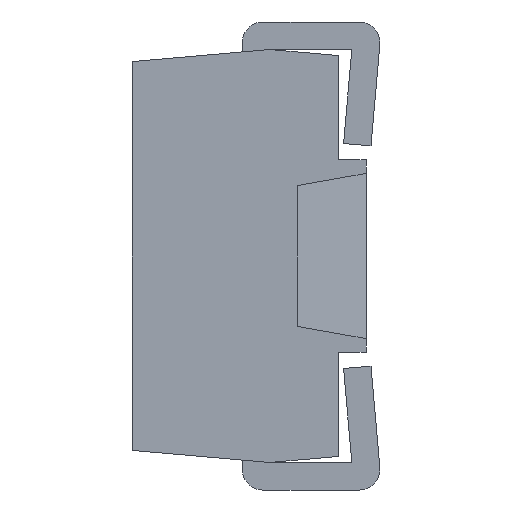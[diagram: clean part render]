
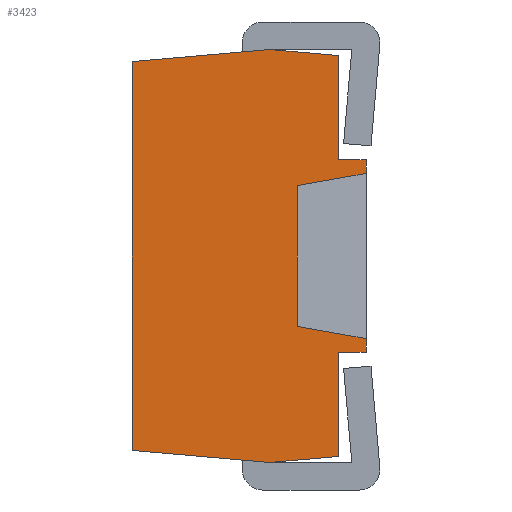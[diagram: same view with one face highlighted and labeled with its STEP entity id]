
A CAD part, left-side view. The second image highlights one B-rep face of the part: STEP entity #3423.
In plain terms, the highlighted planar face has unit normal (-1, 0, 0).
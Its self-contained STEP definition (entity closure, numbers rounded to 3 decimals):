
#24 = ORIENTED_EDGE ( 'NONE', *, *, #2584, .T. ) ;
#77 = CARTESIAN_POINT ( 'NONE',  ( -0.25, 0.536, 0. ) ) ;
#245 = ORIENTED_EDGE ( 'NONE', *, *, #2162, .T. ) ;
#275 = ORIENTED_EDGE ( 'NONE', *, *, #5055, .F. ) ;
#306 = CARTESIAN_POINT ( 'NONE',  ( -0.25, 0.236, 2.256 ) ) ;
#432 = VECTOR ( 'NONE', #5343, 1000. ) ;
#467 = VECTOR ( 'NONE', #1752, 1000. ) ;
#530 = VERTEX_POINT ( 'NONE', #306 ) ;
#539 = LINE ( 'NONE', #3435, #5196 ) ;
#569 = FACE_OUTER_BOUND ( 'NONE', #2369, .T. ) ;
#610 = VERTEX_POINT ( 'NONE', #2625 ) ;
#635 = CARTESIAN_POINT ( 'NONE',  ( -0.25, 0.036, 0.2 ) ) ;
#667 = LINE ( 'NONE', #3888, #3073 ) ;
#702 = LINE ( 'NONE', #1096, #2970 ) ;
#756 = VERTEX_POINT ( 'NONE', #1841 ) ;
#801 = VERTEX_POINT ( 'NONE', #1438 ) ;
#845 = LINE ( 'NONE', #77, #1682 ) ;
#1014 = CARTESIAN_POINT ( 'NONE',  ( -0.25, 0.036, 1.4 ) ) ;
#1033 = VERTEX_POINT ( 'NONE', #4041 ) ;
#1088 = DIRECTION ( 'NONE',  ( 1., 0., 0. ) ) ;
#1096 = CARTESIAN_POINT ( 'NONE',  ( -0.25, 0.236, -0.656 ) ) ;
#1113 = LINE ( 'NONE', #2610, #4565 ) ;
#1174 = VERTEX_POINT ( 'NONE', #1014 ) ;
#1266 = DIRECTION ( 'NONE',  ( 0., 0.996, 0.087 ) ) ;
#1438 = CARTESIAN_POINT ( 'NONE',  ( -0.25, 0.036, 0.1 ) ) ;
#1445 = CARTESIAN_POINT ( 'NONE',  ( -0.25, 0.736, -0.7 ) ) ;
#1449 = ORIENTED_EDGE ( 'NONE', *, *, #5761, .F. ) ;
#1614 = LINE ( 'NONE', #3509, #432 ) ;
#1682 = VECTOR ( 'NONE', #4115, 1000. ) ;
#1752 = DIRECTION ( 'NONE',  ( 0., 0.985, 0.174 ) ) ;
#1773 = VERTEX_POINT ( 'NONE', #1445 ) ;
#1781 = ORIENTED_EDGE ( 'NONE', *, *, #5735, .F. ) ;
#1841 = CARTESIAN_POINT ( 'NONE',  ( -0.25, 0.536, 1.312 ) ) ;
#1867 = VERTEX_POINT ( 'NONE', #3288 ) ;
#1870 = CARTESIAN_POINT ( 'NONE',  ( -0.25, 0.736, 2.3 ) ) ;
#1888 = CARTESIAN_POINT ( 'NONE',  ( -0.25, 0.236, 0.1 ) ) ;
#1919 = CARTESIAN_POINT ( 'NONE',  ( -0.25, 1.736, -0.613 ) ) ;
#1975 = EDGE_CURVE ( 'NONE', #530, #5547, #3418, .T. ) ;
#1992 = VECTOR ( 'NONE', #4174, 1000. ) ;
#2162 = EDGE_CURVE ( 'NONE', #3426, #610, #5124, .T. ) ;
#2183 = LINE ( 'NONE', #5426, #4447 ) ;
#2204 = CARTESIAN_POINT ( 'NONE',  ( -0.25, 0.236, -0.656 ) ) ;
#2217 = VECTOR ( 'NONE', #2476, 1000. ) ;
#2238 = VECTOR ( 'NONE', #2635, 1000. ) ;
#2369 = EDGE_LOOP ( 'NONE', ( #5049, #24, #2664, #1449, #4819, #275, #3834, #1781, #4803, #5204, #5834, #3590, #4917, #245 ) ) ;
#2476 = DIRECTION ( 'NONE',  ( 0., 0., -1. ) ) ;
#2537 = DIRECTION ( 'NONE',  ( 0., 0., 1. ) ) ;
#2584 = EDGE_CURVE ( 'NONE', #756, #1174, #2183, .T. ) ;
#2601 = VECTOR ( 'NONE', #4920, 1000. ) ;
#2610 = CARTESIAN_POINT ( 'NONE',  ( -0.25, 0.036, 1.5 ) ) ;
#2625 = CARTESIAN_POINT ( 'NONE',  ( -0.25, 0.536, 0.288 ) ) ;
#2635 = DIRECTION ( 'NONE',  ( 0., 0., -1. ) ) ;
#2664 = ORIENTED_EDGE ( 'NONE', *, *, #3049, .F. ) ;
#2795 = VERTEX_POINT ( 'NONE', #1919 ) ;
#2836 = DIRECTION ( 'NONE',  ( 0., -0.996, -0.087 ) ) ;
#2898 = EDGE_CURVE ( 'NONE', #4990, #1773, #702, .T. ) ;
#2970 = VECTOR ( 'NONE', #5166, 1000. ) ;
#3049 = EDGE_CURVE ( 'NONE', #4023, #1174, #3437, .T. ) ;
#3073 = VECTOR ( 'NONE', #2537, 1000. ) ;
#3288 = CARTESIAN_POINT ( 'NONE',  ( -0.25, 0.236, 0.1 ) ) ;
#3293 = EDGE_CURVE ( 'NONE', #756, #610, #845, .T. ) ;
#3353 = LINE ( 'NONE', #4859, #5769 ) ;
#3418 = LINE ( 'NONE', #3812, #2217 ) ;
#3423 = ADVANCED_FACE ( 'NONE', ( #569 ), #3751, .F. ) ;
#3426 = VERTEX_POINT ( 'NONE', #635 ) ;
#3435 = CARTESIAN_POINT ( 'NONE',  ( -0.25, 0.236, 1.5 ) ) ;
#3437 = LINE ( 'NONE', #3961, #2238 ) ;
#3509 = CARTESIAN_POINT ( 'NONE',  ( -0.25, 0.036, 0.1 ) ) ;
#3510 = VECTOR ( 'NONE', #2836, 1000. ) ;
#3590 = ORIENTED_EDGE ( 'NONE', *, *, #4897, .F. ) ;
#3751 = PLANE ( 'NONE',  #3909 ) ;
#3775 = CARTESIAN_POINT ( 'NONE',  ( -0.25, 0., 0. ) ) ;
#3812 = CARTESIAN_POINT ( 'NONE',  ( -0.25, 0.236, 2.256 ) ) ;
#3818 = EDGE_CURVE ( 'NONE', #5484, #1033, #5010, .T. ) ;
#3834 = ORIENTED_EDGE ( 'NONE', *, *, #3818, .F. ) ;
#3888 = CARTESIAN_POINT ( 'NONE',  ( -0.25, 1.736, -0.613 ) ) ;
#3909 = AXIS2_PLACEMENT_3D ( 'NONE', #3775, #1088, #4230 ) ;
#3961 = CARTESIAN_POINT ( 'NONE',  ( -0.25, 0.036, 1.5 ) ) ;
#4016 = EDGE_CURVE ( 'NONE', #1867, #4990, #4393, .T. ) ;
#4023 = VERTEX_POINT ( 'NONE', #5100 ) ;
#4041 = CARTESIAN_POINT ( 'NONE',  ( -0.25, 0.736, 2.3 ) ) ;
#4110 = CARTESIAN_POINT ( 'NONE',  ( -0.25, 1.736, 2.213 ) ) ;
#4115 = DIRECTION ( 'NONE',  ( 0., 0., -1. ) ) ;
#4174 = DIRECTION ( 'NONE',  ( 0., 0., -1. ) ) ;
#4230 = DIRECTION ( 'NONE',  ( 0., 0., -1. ) ) ;
#4393 = LINE ( 'NONE', #1888, #1992 ) ;
#4447 = VECTOR ( 'NONE', #5832, 1000. ) ;
#4456 = CARTESIAN_POINT ( 'NONE',  ( -0.25, 1.736, 2.213 ) ) ;
#4565 = VECTOR ( 'NONE', #5765, 1000. ) ;
#4725 = LINE ( 'NONE', #1870, #3510 ) ;
#4803 = ORIENTED_EDGE ( 'NONE', *, *, #5319, .F. ) ;
#4819 = ORIENTED_EDGE ( 'NONE', *, *, #1975, .F. ) ;
#4859 = CARTESIAN_POINT ( 'NONE',  ( -0.25, 0.736, -0.7 ) ) ;
#4897 = EDGE_CURVE ( 'NONE', #801, #1867, #1614, .T. ) ;
#4917 = ORIENTED_EDGE ( 'NONE', *, *, #5290, .F. ) ;
#4920 = DIRECTION ( 'NONE',  ( 0., -0.996, 0.087 ) ) ;
#4990 = VERTEX_POINT ( 'NONE', #2204 ) ;
#5010 = LINE ( 'NONE', #4456, #2601 ) ;
#5049 = ORIENTED_EDGE ( 'NONE', *, *, #3293, .F. ) ;
#5055 = EDGE_CURVE ( 'NONE', #1033, #530, #4725, .T. ) ;
#5097 = CARTESIAN_POINT ( 'NONE',  ( -0.25, 0.236, 1.5 ) ) ;
#5100 = CARTESIAN_POINT ( 'NONE',  ( -0.25, 0.036, 1.5 ) ) ;
#5124 = LINE ( 'NONE', #5370, #467 ) ;
#5166 = DIRECTION ( 'NONE',  ( 0., 0.996, -0.087 ) ) ;
#5196 = VECTOR ( 'NONE', #5272, 1000. ) ;
#5204 = ORIENTED_EDGE ( 'NONE', *, *, #2898, .F. ) ;
#5272 = DIRECTION ( 'NONE',  ( 0., -1., 0. ) ) ;
#5290 = EDGE_CURVE ( 'NONE', #3426, #801, #1113, .T. ) ;
#5319 = EDGE_CURVE ( 'NONE', #1773, #2795, #3353, .T. ) ;
#5343 = DIRECTION ( 'NONE',  ( 0., 1., 0. ) ) ;
#5370 = CARTESIAN_POINT ( 'NONE',  ( -0.25, -0.033, 0.188 ) ) ;
#5426 = CARTESIAN_POINT ( 'NONE',  ( -0.25, 0.24, 1.364 ) ) ;
#5484 = VERTEX_POINT ( 'NONE', #4110 ) ;
#5547 = VERTEX_POINT ( 'NONE', #5097 ) ;
#5735 = EDGE_CURVE ( 'NONE', #2795, #5484, #667, .T. ) ;
#5761 = EDGE_CURVE ( 'NONE', #5547, #4023, #539, .T. ) ;
#5765 = DIRECTION ( 'NONE',  ( 0., 0., -1. ) ) ;
#5769 = VECTOR ( 'NONE', #1266, 1000. ) ;
#5832 = DIRECTION ( 'NONE',  ( 0., -0.985, 0.174 ) ) ;
#5834 = ORIENTED_EDGE ( 'NONE', *, *, #4016, .F. ) ;
